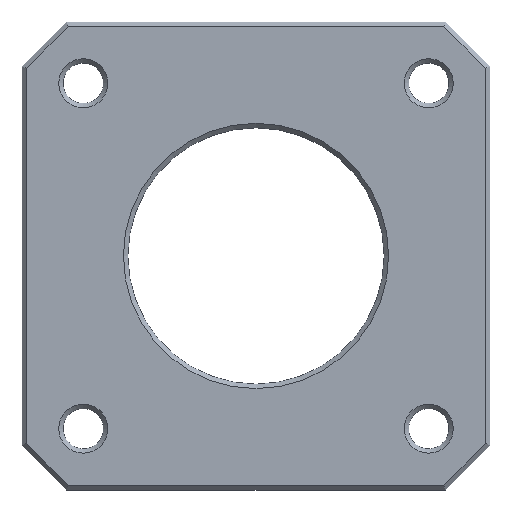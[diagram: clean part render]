
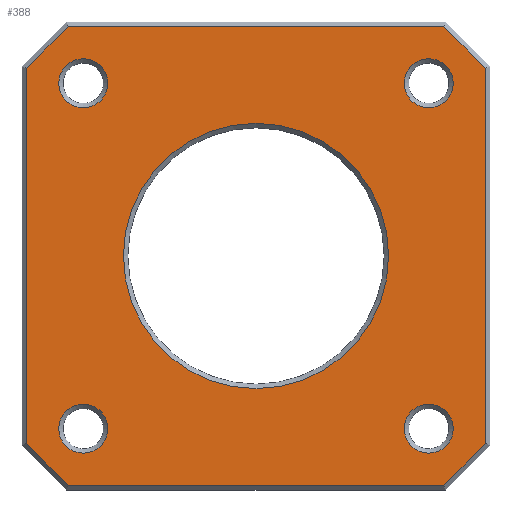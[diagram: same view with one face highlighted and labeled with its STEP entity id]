
A CAD part, top view. The second image highlights one B-rep face of the part: STEP entity #388.
In plain terms, the highlighted planar face has unit normal (0, 0, 1).
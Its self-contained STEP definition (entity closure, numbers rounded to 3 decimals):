
#124 = VERTEX_POINT('',#125);
#125 = CARTESIAN_POINT('',(-16.834,20.6,3.));
#133 = VERTEX_POINT('',#134);
#134 = CARTESIAN_POINT('',(16.834,20.6,3.));
#140 = EDGE_CURVE('',#124,#133,#141,.T.);
#141 = LINE('',#142,#143);
#142 = CARTESIAN_POINT('',(-17.,20.6,3.));
#143 = VECTOR('',#144,1.);
#144 = DIRECTION('',(1.,0.,0.));
#212 = VERTEX_POINT('',#213);
#213 = CARTESIAN_POINT('',(-20.6,16.834,3.));
#219 = EDGE_CURVE('',#124,#212,#220,.T.);
#220 = LINE('',#221,#222);
#221 = CARTESIAN_POINT('',(-16.717,20.717,3.));
#222 = VECTOR('',#223,1.);
#223 = DIRECTION('',(-0.707,-0.707,0.));
#388 = ADVANCED_FACE('',(#389,#439,#450,#461,#472,#483),#494,.F.);
#389 = FACE_BOUND('',#390,.F.);
#390 = EDGE_LOOP('',(#391,#392,#400,#408,#416,#424,#432,#438));
#391 = ORIENTED_EDGE('',*,*,#140,.T.);
#392 = ORIENTED_EDGE('',*,*,#393,.T.);
#393 = EDGE_CURVE('',#133,#394,#396,.T.);
#394 = VERTEX_POINT('',#395);
#395 = CARTESIAN_POINT('',(20.6,16.834,3.));
#396 = LINE('',#397,#398);
#397 = CARTESIAN_POINT('',(16.717,20.717,3.));
#398 = VECTOR('',#399,1.);
#399 = DIRECTION('',(0.707,-0.707,0.));
#400 = ORIENTED_EDGE('',*,*,#401,.T.);
#401 = EDGE_CURVE('',#394,#402,#404,.T.);
#402 = VERTEX_POINT('',#403);
#403 = CARTESIAN_POINT('',(20.6,-16.834,3.));
#404 = LINE('',#405,#406);
#405 = CARTESIAN_POINT('',(20.6,17.,3.));
#406 = VECTOR('',#407,1.);
#407 = DIRECTION('',(0.,-1.,0.));
#408 = ORIENTED_EDGE('',*,*,#409,.T.);
#409 = EDGE_CURVE('',#402,#410,#412,.T.);
#410 = VERTEX_POINT('',#411);
#411 = CARTESIAN_POINT('',(16.834,-20.6,3.));
#412 = LINE('',#413,#414);
#413 = CARTESIAN_POINT('',(20.717,-16.717,3.));
#414 = VECTOR('',#415,1.);
#415 = DIRECTION('',(-0.707,-0.707,0.));
#416 = ORIENTED_EDGE('',*,*,#417,.T.);
#417 = EDGE_CURVE('',#410,#418,#420,.T.);
#418 = VERTEX_POINT('',#419);
#419 = CARTESIAN_POINT('',(-16.834,-20.6,3.));
#420 = LINE('',#421,#422);
#421 = CARTESIAN_POINT('',(17.,-20.6,3.));
#422 = VECTOR('',#423,1.);
#423 = DIRECTION('',(-1.,0.,0.));
#424 = ORIENTED_EDGE('',*,*,#425,.T.);
#425 = EDGE_CURVE('',#418,#426,#428,.T.);
#426 = VERTEX_POINT('',#427);
#427 = CARTESIAN_POINT('',(-20.6,-16.834,3.));
#428 = LINE('',#429,#430);
#429 = CARTESIAN_POINT('',(-16.717,-20.717,3.));
#430 = VECTOR('',#431,1.);
#431 = DIRECTION('',(-0.707,0.707,0.));
#432 = ORIENTED_EDGE('',*,*,#433,.T.);
#433 = EDGE_CURVE('',#426,#212,#434,.T.);
#434 = LINE('',#435,#436);
#435 = CARTESIAN_POINT('',(-20.6,-17.,3.));
#436 = VECTOR('',#437,1.);
#437 = DIRECTION('',(0.,1.,0.));
#438 = ORIENTED_EDGE('',*,*,#219,.F.);
#439 = FACE_BOUND('',#440,.F.);
#440 = EDGE_LOOP('',(#441));
#441 = ORIENTED_EDGE('',*,*,#442,.T.);
#442 = EDGE_CURVE('',#443,#443,#445,.T.);
#443 = VERTEX_POINT('',#444);
#444 = CARTESIAN_POINT('',(11.9,0.,3.));
#445 = CIRCLE('',#446,11.9);
#446 = AXIS2_PLACEMENT_3D('',#447,#448,#449);
#447 = CARTESIAN_POINT('',(0.,0.,3.));
#448 = DIRECTION('',(0.,0.,1.));
#449 = DIRECTION('',(1.,0.,0.));
#450 = FACE_BOUND('',#451,.F.);
#451 = EDGE_LOOP('',(#452));
#452 = ORIENTED_EDGE('',*,*,#453,.T.);
#453 = EDGE_CURVE('',#454,#454,#456,.T.);
#454 = VERTEX_POINT('',#455);
#455 = CARTESIAN_POINT('',(-13.3,-15.5,3.));
#456 = CIRCLE('',#457,2.2);
#457 = AXIS2_PLACEMENT_3D('',#458,#459,#460);
#458 = CARTESIAN_POINT('',(-15.5,-15.5,3.));
#459 = DIRECTION('',(0.,0.,1.));
#460 = DIRECTION('',(1.,0.,0.));
#461 = FACE_BOUND('',#462,.F.);
#462 = EDGE_LOOP('',(#463));
#463 = ORIENTED_EDGE('',*,*,#464,.T.);
#464 = EDGE_CURVE('',#465,#465,#467,.T.);
#465 = VERTEX_POINT('',#466);
#466 = CARTESIAN_POINT('',(17.7,-15.5,3.));
#467 = CIRCLE('',#468,2.2);
#468 = AXIS2_PLACEMENT_3D('',#469,#470,#471);
#469 = CARTESIAN_POINT('',(15.5,-15.5,3.));
#470 = DIRECTION('',(0.,0.,1.));
#471 = DIRECTION('',(1.,0.,0.));
#472 = FACE_BOUND('',#473,.F.);
#473 = EDGE_LOOP('',(#474));
#474 = ORIENTED_EDGE('',*,*,#475,.T.);
#475 = EDGE_CURVE('',#476,#476,#478,.T.);
#476 = VERTEX_POINT('',#477);
#477 = CARTESIAN_POINT('',(17.7,15.5,3.));
#478 = CIRCLE('',#479,2.2);
#479 = AXIS2_PLACEMENT_3D('',#480,#481,#482);
#480 = CARTESIAN_POINT('',(15.5,15.5,3.));
#481 = DIRECTION('',(0.,0.,1.));
#482 = DIRECTION('',(1.,0.,0.));
#483 = FACE_BOUND('',#484,.F.);
#484 = EDGE_LOOP('',(#485));
#485 = ORIENTED_EDGE('',*,*,#486,.T.);
#486 = EDGE_CURVE('',#487,#487,#489,.T.);
#487 = VERTEX_POINT('',#488);
#488 = CARTESIAN_POINT('',(-13.3,15.5,3.));
#489 = CIRCLE('',#490,2.2);
#490 = AXIS2_PLACEMENT_3D('',#491,#492,#493);
#491 = CARTESIAN_POINT('',(-15.5,15.5,3.));
#492 = DIRECTION('',(0.,0.,1.));
#493 = DIRECTION('',(1.,0.,0.));
#494 = PLANE('',#495);
#495 = AXIS2_PLACEMENT_3D('',#496,#497,#498);
#496 = CARTESIAN_POINT('',(0.,0.,3.));
#497 = DIRECTION('',(-0.,-0.,-1.));
#498 = DIRECTION('',(-1.,0.,0.));
